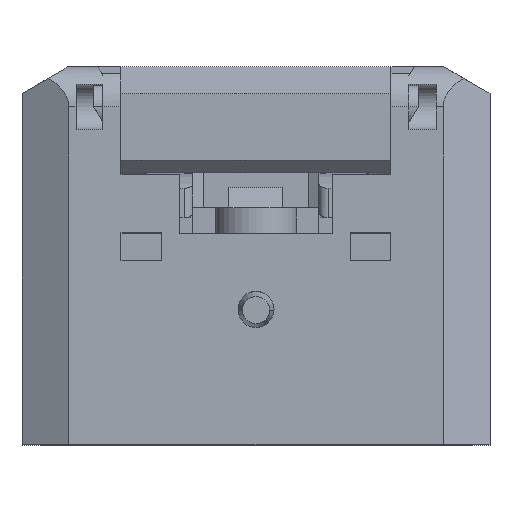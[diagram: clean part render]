
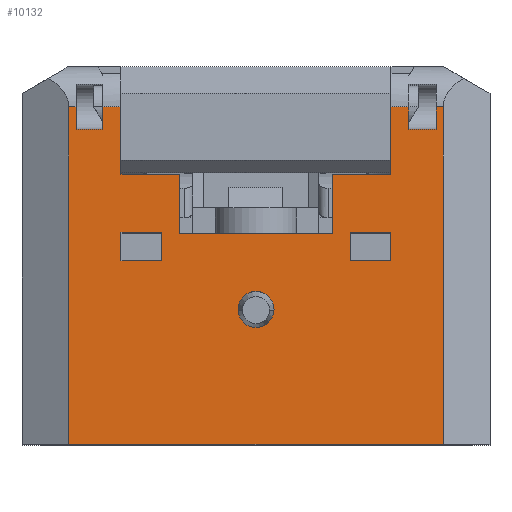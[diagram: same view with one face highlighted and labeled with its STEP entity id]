
A CAD part, top view. The second image highlights one B-rep face of the part: STEP entity #10132.
In plain terms, the highlighted planar face has unit normal (0, 0, 1).
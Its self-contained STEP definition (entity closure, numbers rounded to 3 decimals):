
#2176=DIRECTION('',(-1.,0.,0.));
#2177=VECTOR('',#2176,0.4);
#2178=CARTESIAN_POINT('',(10.4,18.75,34.));
#2179=LINE('',#2178,#2177);
#2183=DIRECTION('',(-1.,0.,0.));
#2184=VECTOR('',#2183,1.);
#2185=CARTESIAN_POINT('',(8.5,18.75,34.));
#2186=LINE('',#2185,#2184);
#2205=CARTESIAN_POINT('',(0.,7.5,34.));
#2206=DIRECTION('',(0.,0.,1.));
#2207=DIRECTION('',(0.,-1.,0.));
#2208=AXIS2_PLACEMENT_3D('',#2205,#2206,#2207);
#2213=CARTESIAN_POINT('',(0.,7.5,34.));
#2214=DIRECTION('',(0.,0.,1.));
#2215=DIRECTION('',(0.,1.,0.));
#2216=AXIS2_PLACEMENT_3D('',#2213,#2214,#2215);
#2221=DIRECTION('',(1.,0.,0.));
#2222=VECTOR('',#2221,2.25);
#2223=CARTESIAN_POINT('',(-7.5,10.2,34.));
#2224=LINE('',#2223,#2222);
#2228=DIRECTION('',(0.,1.,0.));
#2229=VECTOR('',#2228,1.6);
#2230=CARTESIAN_POINT('',(-5.25,10.2,34.));
#2231=LINE('',#2230,#2229);
#2235=DIRECTION('',(-1.,0.,0.));
#2236=VECTOR('',#2235,2.25);
#2237=CARTESIAN_POINT('',(-5.25,11.8,34.));
#2238=LINE('',#2237,#2236);
#2242=DIRECTION('',(0.,-1.,0.));
#2243=VECTOR('',#2242,1.6);
#2244=CARTESIAN_POINT('',(-7.5,11.8,34.));
#2245=LINE('',#2244,#2243);
#2249=DIRECTION('',(0.,1.,0.));
#2250=VECTOR('',#2249,1.6);
#2251=CARTESIAN_POINT('',(7.5,10.2,34.));
#2252=LINE('',#2251,#2250);
#2256=DIRECTION('',(-1.,0.,0.));
#2257=VECTOR('',#2256,2.25);
#2258=CARTESIAN_POINT('',(7.5,11.8,34.));
#2259=LINE('',#2258,#2257);
#2263=DIRECTION('',(0.,-1.,0.));
#2264=VECTOR('',#2263,1.6);
#2265=CARTESIAN_POINT('',(5.25,11.8,34.));
#2266=LINE('',#2265,#2264);
#2270=DIRECTION('',(1.,0.,0.));
#2271=VECTOR('',#2270,2.25);
#2272=CARTESIAN_POINT('',(5.25,10.2,34.));
#2273=LINE('',#2272,#2271);
#2277=DIRECTION('',(0.,1.,0.));
#2278=VECTOR('',#2277,18.75);
#2279=CARTESIAN_POINT('',(-10.4,0.,34.));
#2280=LINE('',#2279,#2278);
#2284=DIRECTION('',(0.,-1.,0.));
#2285=VECTOR('',#2284,1.25);
#2286=CARTESIAN_POINT('',(-10.,18.75,34.));
#2287=LINE('',#2286,#2285);
#2291=DIRECTION('',(-1.,0.,0.));
#2292=VECTOR('',#2291,1.5);
#2293=CARTESIAN_POINT('',(-8.5,17.5,34.));
#2294=LINE('',#2293,#2292);
#2298=DIRECTION('',(0.,-1.,0.));
#2299=VECTOR('',#2298,1.25);
#2300=CARTESIAN_POINT('',(-8.5,18.75,34.));
#2301=LINE('',#2300,#2299);
#2305=DIRECTION('',(0.,-1.,0.));
#2306=VECTOR('',#2305,3.75);
#2307=CARTESIAN_POINT('',(-7.5,18.75,34.));
#2308=LINE('',#2307,#2306);
#2312=DIRECTION('',(-1.,0.,0.));
#2313=VECTOR('',#2312,3.25);
#2314=CARTESIAN_POINT('',(-4.25,15.,34.));
#2315=LINE('',#2314,#2313);
#2319=DIRECTION('',(0.,1.,0.));
#2320=VECTOR('',#2319,3.3);
#2321=CARTESIAN_POINT('',(-4.25,11.7,34.));
#2322=LINE('',#2321,#2320);
#2326=DIRECTION('',(-1.,0.,0.));
#2327=VECTOR('',#2326,8.5);
#2328=CARTESIAN_POINT('',(4.25,11.7,34.));
#2329=LINE('',#2328,#2327);
#2333=DIRECTION('',(0.,-1.,0.));
#2334=VECTOR('',#2333,3.3);
#2335=CARTESIAN_POINT('',(4.25,15.,34.));
#2336=LINE('',#2335,#2334);
#2340=DIRECTION('',(-1.,0.,0.));
#2341=VECTOR('',#2340,3.25);
#2342=CARTESIAN_POINT('',(7.5,15.,34.));
#2343=LINE('',#2342,#2341);
#2347=DIRECTION('',(0.,-1.,0.));
#2348=VECTOR('',#2347,1.25);
#2349=CARTESIAN_POINT('',(8.5,18.75,34.));
#2350=LINE('',#2349,#2348);
#2354=DIRECTION('',(-1.,0.,0.));
#2355=VECTOR('',#2354,1.5);
#2356=CARTESIAN_POINT('',(10.,17.5,34.));
#2357=LINE('',#2356,#2355);
#2361=DIRECTION('',(0.,-1.,0.));
#2362=VECTOR('',#2361,1.25);
#2363=CARTESIAN_POINT('',(10.,18.75,34.));
#2364=LINE('',#2363,#2362);
#2368=DIRECTION('',(0.,1.,0.));
#2369=VECTOR('',#2368,18.75);
#2370=CARTESIAN_POINT('',(10.4,0.,34.));
#2371=LINE('',#2370,#2369);
#2375=DIRECTION('',(-1.,0.,0.));
#2376=VECTOR('',#2375,20.8);
#2377=CARTESIAN_POINT('',(10.4,0.,34.));
#2378=LINE('',#2377,#2376);
#2534=DIRECTION('',(0.,-1.,0.));
#2535=VECTOR('',#2534,3.75);
#2536=CARTESIAN_POINT('',(7.5,18.75,34.));
#2537=LINE('',#2536,#2535);
#2875=DIRECTION('',(-1.,0.,0.));
#2876=VECTOR('',#2875,1.);
#2877=CARTESIAN_POINT('',(-7.5,18.75,34.));
#2878=LINE('',#2877,#2876);
#2882=DIRECTION('',(-1.,0.,0.));
#2883=VECTOR('',#2882,0.4);
#2884=CARTESIAN_POINT('',(-10.,18.75,34.));
#2885=LINE('',#2884,#2883);
#7274=CARTESIAN_POINT('',(7.5,15.,34.));
#7275=CARTESIAN_POINT('',(4.25,15.,34.));
#7276=VERTEX_POINT('',#7274);
#7277=VERTEX_POINT('',#7275);
#7278=CARTESIAN_POINT('',(4.25,11.7,34.));
#7279=VERTEX_POINT('',#7278);
#7280=CARTESIAN_POINT('',(-4.25,11.7,34.));
#7281=VERTEX_POINT('',#7280);
#7282=CARTESIAN_POINT('',(-4.25,15.,34.));
#7283=VERTEX_POINT('',#7282);
#7284=CARTESIAN_POINT('',(-7.5,15.,34.));
#7285=VERTEX_POINT('',#7284);
#7366=CARTESIAN_POINT('',(0.,6.5,34.));
#7367=CARTESIAN_POINT('',(0.,8.5,34.));
#7368=VERTEX_POINT('',#7366);
#7369=VERTEX_POINT('',#7367);
#7470=CARTESIAN_POINT('',(-7.5,10.2,34.));
#7471=CARTESIAN_POINT('',(-5.25,10.2,34.));
#7472=VERTEX_POINT('',#7470);
#7473=VERTEX_POINT('',#7471);
#7474=CARTESIAN_POINT('',(-5.25,11.8,34.));
#7475=VERTEX_POINT('',#7474);
#7476=CARTESIAN_POINT('',(-7.5,11.8,34.));
#7477=VERTEX_POINT('',#7476);
#7478=CARTESIAN_POINT('',(7.5,10.2,34.));
#7479=CARTESIAN_POINT('',(7.5,11.8,34.));
#7480=VERTEX_POINT('',#7478);
#7481=VERTEX_POINT('',#7479);
#7482=CARTESIAN_POINT('',(5.25,11.8,34.));
#7483=VERTEX_POINT('',#7482);
#7484=CARTESIAN_POINT('',(5.25,10.2,34.));
#7485=VERTEX_POINT('',#7484);
#7558=CARTESIAN_POINT('',(7.5,18.75,34.));
#7559=VERTEX_POINT('',#7558);
#7568=CARTESIAN_POINT('',(-7.5,18.75,34.));
#7569=VERTEX_POINT('',#7568);
#7662=CARTESIAN_POINT('',(10.,18.75,34.));
#7663=CARTESIAN_POINT('',(10.,17.5,34.));
#7664=VERTEX_POINT('',#7662);
#7665=VERTEX_POINT('',#7663);
#7666=CARTESIAN_POINT('',(8.5,17.5,34.));
#7667=VERTEX_POINT('',#7666);
#7668=CARTESIAN_POINT('',(8.5,18.75,34.));
#7669=VERTEX_POINT('',#7668);
#7670=CARTESIAN_POINT('',(-8.5,18.75,34.));
#7671=CARTESIAN_POINT('',(-8.5,17.5,34.));
#7672=VERTEX_POINT('',#7670);
#7673=VERTEX_POINT('',#7671);
#7674=CARTESIAN_POINT('',(-10.,17.5,34.));
#7675=VERTEX_POINT('',#7674);
#7676=CARTESIAN_POINT('',(-10.,18.75,34.));
#7677=VERTEX_POINT('',#7676);
#7926=CARTESIAN_POINT('',(10.4,0.,34.));
#7928=VERTEX_POINT('',#7926);
#7930=CARTESIAN_POINT('',(10.4,18.75,34.));
#7931=VERTEX_POINT('',#7930);
#8383=CARTESIAN_POINT('',(-10.4,0.,34.));
#8385=VERTEX_POINT('',#8383);
#8387=CARTESIAN_POINT('',(-10.4,18.75,34.));
#8388=VERTEX_POINT('',#8387);
#10063=CARTESIAN_POINT('',(13.,0.,34.));
#10064=DIRECTION('',(0.,0.,1.));
#10065=DIRECTION('',(0.,1.,0.));
#10066=AXIS2_PLACEMENT_3D('',#10063,#10064,#10065);
#10067=PLANE('',#10066);
#10069=ORIENTED_EDGE('',*,*,#10068,.T.);
#10071=ORIENTED_EDGE('',*,*,#10070,.F.);
#10073=ORIENTED_EDGE('',*,*,#10072,.T.);
#10075=ORIENTED_EDGE('',*,*,#10074,.F.);
#10077=ORIENTED_EDGE('',*,*,#10076,.F.);
#10079=ORIENTED_EDGE('',*,*,#10078,.F.);
#10081=ORIENTED_EDGE('',*,*,#10080,.T.);
#10083=ORIENTED_EDGE('',*,*,#10082,.F.);
#10085=ORIENTED_EDGE('',*,*,#10084,.F.);
#10087=ORIENTED_EDGE('',*,*,#10086,.F.);
#10089=ORIENTED_EDGE('',*,*,#10088,.F.);
#10091=ORIENTED_EDGE('',*,*,#10090,.F.);
#10093=ORIENTED_EDGE('',*,*,#10092,.F.);
#10094=ORIENTED_EDGE('',*,*,#10039,.F.);
#10096=ORIENTED_EDGE('',*,*,#10095,.T.);
#10098=ORIENTED_EDGE('',*,*,#10097,.F.);
#10100=ORIENTED_EDGE('',*,*,#10099,.F.);
#10101=ORIENTED_EDGE('',*,*,#10031,.F.);
#10102=ORIENTED_EDGE('',*,*,#8568,.F.);
#10103=ORIENTED_EDGE('',*,*,#8589,.T.);
#10104=EDGE_LOOP('',(#10069,#10071,#10073,#10075,#10077,#10079,#10081,#10083,
#10085,#10087,#10089,#10091,#10093,#10094,#10096,#10098,#10100,#10101,#10102,
#10103));
#10105=FACE_OUTER_BOUND('',#10104,.F.);
#10107=ORIENTED_EDGE('',*,*,#10106,.T.);
#10109=ORIENTED_EDGE('',*,*,#10108,.T.);
#10110=EDGE_LOOP('',(#10107,#10109));
#10111=FACE_BOUND('',#10110,.F.);
#10113=ORIENTED_EDGE('',*,*,#10112,.T.);
#10115=ORIENTED_EDGE('',*,*,#10114,.T.);
#10117=ORIENTED_EDGE('',*,*,#10116,.T.);
#10119=ORIENTED_EDGE('',*,*,#10118,.T.);
#10120=EDGE_LOOP('',(#10113,#10115,#10117,#10119));
#10121=FACE_BOUND('',#10120,.F.);
#10123=ORIENTED_EDGE('',*,*,#10122,.T.);
#10125=ORIENTED_EDGE('',*,*,#10124,.T.);
#10127=ORIENTED_EDGE('',*,*,#10126,.T.);
#10129=ORIENTED_EDGE('',*,*,#10128,.T.);
#10130=EDGE_LOOP('',(#10123,#10125,#10127,#10129));
#10131=FACE_BOUND('',#10130,.F.);
#10132=ADVANCED_FACE('',(#10105,#10111,#10121,#10131),#10067,.T.);
#2209=CIRCLE('',#2208,1.);
#2217=CIRCLE('',#2216,1.);
#8568=EDGE_CURVE('',#7928,#7931,#2371,.T.);
#8589=EDGE_CURVE('',#7928,#8385,#2378,.T.);
#10031=EDGE_CURVE('',#7931,#7664,#2179,.T.);
#10039=EDGE_CURVE('',#7669,#7559,#2186,.T.);
#10068=EDGE_CURVE('',#8385,#8388,#2280,.T.);
#10070=EDGE_CURVE('',#7677,#8388,#2885,.T.);
#10072=EDGE_CURVE('',#7677,#7675,#2287,.T.);
#10074=EDGE_CURVE('',#7673,#7675,#2294,.T.);
#10076=EDGE_CURVE('',#7672,#7673,#2301,.T.);
#10078=EDGE_CURVE('',#7569,#7672,#2878,.T.);
#10080=EDGE_CURVE('',#7569,#7285,#2308,.T.);
#10082=EDGE_CURVE('',#7283,#7285,#2315,.T.);
#10084=EDGE_CURVE('',#7281,#7283,#2322,.T.);
#10086=EDGE_CURVE('',#7279,#7281,#2329,.T.);
#10088=EDGE_CURVE('',#7277,#7279,#2336,.T.);
#10090=EDGE_CURVE('',#7276,#7277,#2343,.T.);
#10092=EDGE_CURVE('',#7559,#7276,#2537,.T.);
#10095=EDGE_CURVE('',#7669,#7667,#2350,.T.);
#10097=EDGE_CURVE('',#7665,#7667,#2357,.T.);
#10099=EDGE_CURVE('',#7664,#7665,#2364,.T.);
#10106=EDGE_CURVE('',#7368,#7369,#2209,.T.);
#10108=EDGE_CURVE('',#7369,#7368,#2217,.T.);
#10112=EDGE_CURVE('',#7472,#7473,#2224,.T.);
#10114=EDGE_CURVE('',#7473,#7475,#2231,.T.);
#10116=EDGE_CURVE('',#7475,#7477,#2238,.T.);
#10118=EDGE_CURVE('',#7477,#7472,#2245,.T.);
#10122=EDGE_CURVE('',#7480,#7481,#2252,.T.);
#10124=EDGE_CURVE('',#7481,#7483,#2259,.T.);
#10126=EDGE_CURVE('',#7483,#7485,#2266,.T.);
#10128=EDGE_CURVE('',#7485,#7480,#2273,.T.);
